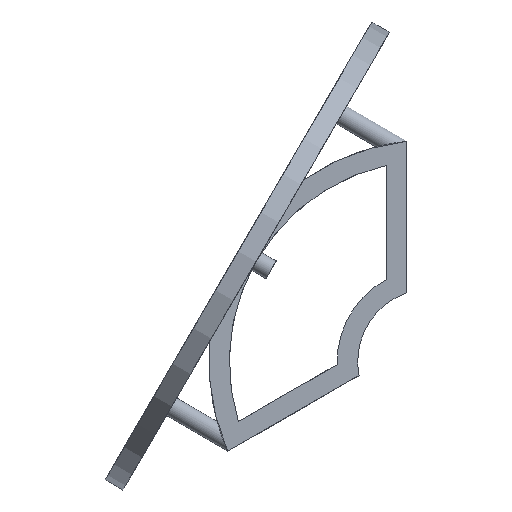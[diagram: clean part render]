
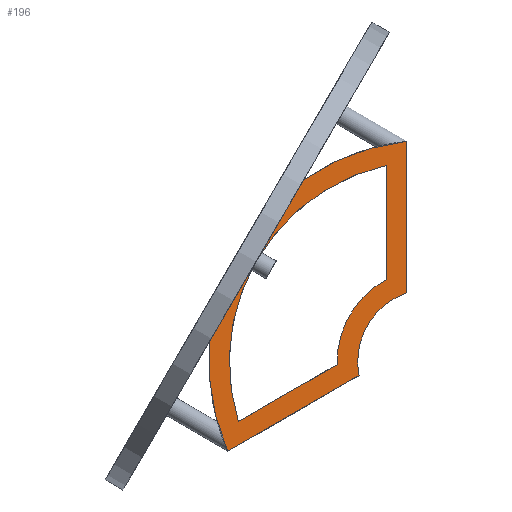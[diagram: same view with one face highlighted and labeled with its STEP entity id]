
A CAD part, front view. The second image highlights one B-rep face of the part: STEP entity #196.
In plain terms, the highlighted planar face has unit normal (0, -1, 0).
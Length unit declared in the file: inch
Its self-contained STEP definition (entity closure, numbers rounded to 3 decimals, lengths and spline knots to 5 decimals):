
#196=ADVANCED_FACE('',(#291),#261,.F.);
#261=PLANE('',#1461);
#291=FACE_OUTER_BOUND('',#353,.T.);
#353=EDGE_LOOP('',(#707,#708,#709,#710,#711,#712,#713,#714,#715,#716,#717,
#718));
#448=LINE('',#2045,#547);
#449=LINE('',#2047,#548);
#467=LINE('',#2202,#566);
#468=LINE('',#2206,#567);
#469=LINE('',#2209,#568);
#470=LINE('',#2213,#569);
#547=VECTOR('',#1590,1.);
#548=VECTOR('',#1591,1.);
#566=VECTOR('',#1675,1.);
#567=VECTOR('',#1678,1.);
#568=VECTOR('',#1681,1.);
#569=VECTOR('',#1684,1.);
#707=ORIENTED_EDGE('',*,*,#1157,.F.);
#708=ORIENTED_EDGE('',*,*,#1152,.T.);
#709=ORIENTED_EDGE('',*,*,#1209,.T.);
#710=ORIENTED_EDGE('',*,*,#1210,.T.);
#711=ORIENTED_EDGE('',*,*,#1211,.T.);
#712=ORIENTED_EDGE('',*,*,#1206,.T.);
#713=ORIENTED_EDGE('',*,*,#1158,.F.);
#714=ORIENTED_EDGE('',*,*,#1212,.T.);
#715=ORIENTED_EDGE('',*,*,#1213,.T.);
#716=ORIENTED_EDGE('',*,*,#1214,.T.);
#717=ORIENTED_EDGE('',*,*,#1215,.T.);
#718=ORIENTED_EDGE('',*,*,#1216,.T.);
#1023=VERTEX_POINT('',#2036);
#1024=VERTEX_POINT('',#2038);
#1026=VERTEX_POINT('',#2046);
#1027=VERTEX_POINT('',#2048);
#1073=VERTEX_POINT('',#2197);
#1075=VERTEX_POINT('',#2203);
#1076=VERTEX_POINT('',#2205);
#1077=VERTEX_POINT('',#2208);
#1078=VERTEX_POINT('',#2210);
#1079=VERTEX_POINT('',#2212);
#1080=VERTEX_POINT('',#2214);
#1152=EDGE_CURVE('',#1024,#1023,#1334,.T.);
#1157=EDGE_CURVE('',#1024,#1026,#448,.T.);
#1158=EDGE_CURVE('',#1026,#1027,#449,.T.);
#1206=EDGE_CURVE('',#1073,#1027,#1366,.T.);
#1209=EDGE_CURVE('',#1023,#1075,#467,.T.);
#1210=EDGE_CURVE('',#1075,#1076,#1368,.T.);
#1211=EDGE_CURVE('',#1076,#1073,#468,.T.);
#1212=EDGE_CURVE('',#1026,#1077,#1369,.T.);
#1213=EDGE_CURVE('',#1077,#1078,#469,.T.);
#1214=EDGE_CURVE('',#1078,#1079,#1370,.T.);
#1215=EDGE_CURVE('',#1079,#1080,#470,.T.);
#1216=EDGE_CURVE('',#1080,#1026,#1371,.T.);
#1334=CIRCLE('',#1420,1.355);
#1366=CIRCLE('',#1454,1.355);
#1368=CIRCLE('',#1457,0.445);
#1369=CIRCLE('',#1458,1.23);
#1370=CIRCLE('',#1459,0.57);
#1371=CIRCLE('',#1460,1.23);
#1420=AXIS2_PLACEMENT_3D('',#2037,#1580,#1581);
#1454=AXIS2_PLACEMENT_3D('',#2196,#1668,#1669);
#1457=AXIS2_PLACEMENT_3D('',#2204,#1676,#1677);
#1458=AXIS2_PLACEMENT_3D('',#2207,#1679,#1680);
#1459=AXIS2_PLACEMENT_3D('',#2211,#1682,#1683);
#1460=AXIS2_PLACEMENT_3D('',#2215,#1685,#1686);
#1461=AXIS2_PLACEMENT_3D('',#2216,#1687,#1688);
#1580=DIRECTION('',(0.,-1.,0.));
#1581=DIRECTION('',(1.,0.,0.));
#1590=DIRECTION('',(0.503,0.,0.864));
#1591=DIRECTION('',(0.503,0.,0.864));
#1668=DIRECTION('',(0.,-1.,0.));
#1669=DIRECTION('',(1.,0.,0.));
#1675=DIRECTION('',(0.866,0.,0.5));
#1676=DIRECTION('',(0.,1.,0.));
#1677=DIRECTION('',(1.,0.,0.));
#1678=DIRECTION('',(0.,0.,1.));
#1679=DIRECTION('',(0.,1.,0.));
#1680=DIRECTION('',(1.,0.,0.));
#1681=DIRECTION('',(0.,0.,-1.));
#1682=DIRECTION('',(0.,-1.,0.));
#1683=DIRECTION('',(1.,0.,0.));
#1684=DIRECTION('',(-0.866,0.,-0.5));
#1685=DIRECTION('',(0.,1.,0.));
#1686=DIRECTION('',(1.,0.,0.));
#1687=DIRECTION('',(0.,1.,0.));
#1688=DIRECTION('',(0.,0.,1.));
#2036=CARTESIAN_POINT('',(-1.81993,-0.25,-1.47323));
#2037=CARTESIAN_POINT('',(-0.58071,-0.25,-0.9252));
#2038=CARTESIAN_POINT('',(-1.92967,-0.25,-0.79743));
#2045=CARTESIAN_POINT('',(-1.64361,-0.25,-0.30622));
#2046=CARTESIAN_POINT('',(-1.64361,-0.25,-0.30622));
#2047=CARTESIAN_POINT('',(-1.64361,-0.25,-0.30622));
#2048=CARTESIAN_POINT('',(-1.35755,-0.25,0.185));
#2196=CARTESIAN_POINT('',(-0.58071,-0.25,-0.9252));
#2197=CARTESIAN_POINT('',(-0.72571,-0.25,0.42202));
#2202=CARTESIAN_POINT('',(-1.81993,-0.25,-1.47323));
#2203=CARTESIAN_POINT('',(-1.01756,-0.25,-1.00998));
#2204=CARTESIAN_POINT('',(-0.58071,-0.25,-0.9252));
#2205=CARTESIAN_POINT('',(-0.72571,-0.25,-0.50448));
#2206=CARTESIAN_POINT('',(-0.72571,-0.25,-0.50448));
#2207=CARTESIAN_POINT('',(-0.58071,-0.25,-0.9252));
#2208=CARTESIAN_POINT('',(-0.85071,-0.25,0.2748));
#2209=CARTESIAN_POINT('',(-0.85071,-0.25,0.2748));
#2210=CARTESIAN_POINT('',(-0.85071,-0.25,-0.4232));
#2211=CARTESIAN_POINT('',(-0.58071,-0.25,-0.9252));
#2212=CARTESIAN_POINT('',(-1.15045,-0.25,-0.94237));
#2213=CARTESIAN_POINT('',(-1.15045,-0.25,-0.94237));
#2214=CARTESIAN_POINT('',(-1.75494,-0.25,-1.29137));
#2215=CARTESIAN_POINT('',(-0.58071,-0.25,-0.9252));
#2216=CARTESIAN_POINT('',(-0.58071,-0.25,-0.9252));
